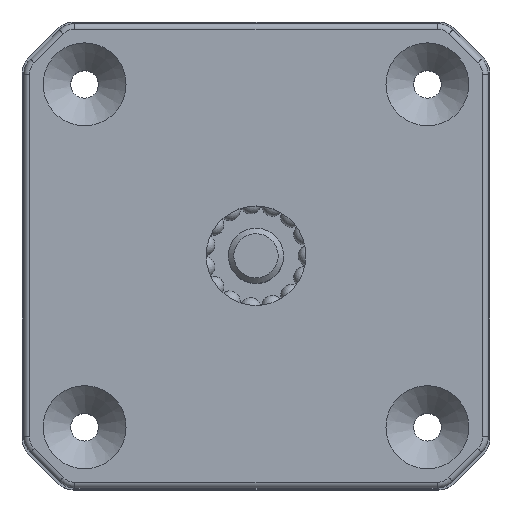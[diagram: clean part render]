
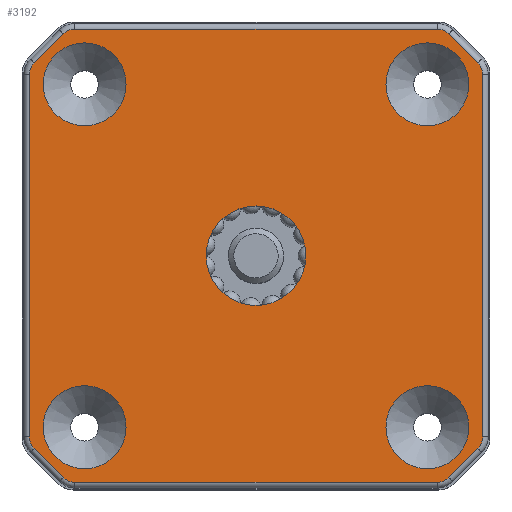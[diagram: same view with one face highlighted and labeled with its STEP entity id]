
A CAD part, top view. The second image highlights one B-rep face of the part: STEP entity #3192.
In plain terms, the highlighted planar face has unit normal (0, 0, 1).
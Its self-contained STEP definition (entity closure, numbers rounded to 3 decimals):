
#25=FACE_BOUND('',#781,.T.);
#26=FACE_BOUND('',#782,.T.);
#27=FACE_BOUND('',#783,.T.);
#28=FACE_BOUND('',#784,.T.);
#29=FACE_BOUND('',#785,.T.);
#76=PLANE('',#3511);
#174=LINE('',#6779,#346);
#175=LINE('',#6783,#347);
#176=LINE('',#6797,#348);
#177=LINE('',#6801,#349);
#178=LINE('',#6813,#350);
#179=LINE('',#6817,#351);
#180=LINE('',#6831,#352);
#181=LINE('',#6835,#353);
#346=VECTOR('',#4127,1000.);
#347=VECTOR('',#4132,1000.);
#348=VECTOR('',#4153,1000.);
#349=VECTOR('',#4158,1000.);
#350=VECTOR('',#4175,1000.);
#351=VECTOR('',#4180,1000.);
#352=VECTOR('',#4201,1000.);
#353=VECTOR('',#4206,1000.);
#603=FACE_OUTER_BOUND('',#780,.T.);
#780=EDGE_LOOP('',(#2614,#2615,#2616,#2617,#2618,#2619,#2620,#2621,#2622,
#2623,#2624,#2625,#2626,#2627,#2628,#2629));
#781=EDGE_LOOP('',(#2630));
#782=EDGE_LOOP('',(#2631));
#783=EDGE_LOOP('',(#2632));
#784=EDGE_LOOP('',(#2633));
#785=EDGE_LOOP('',(#2634));
#1083=CIRCLE('',#3466,1.5);
#1087=CIRCLE('',#3473,1.5);
#1091=CIRCLE('',#3478,1.5);
#1095=CIRCLE('',#3485,1.5);
#1097=CIRCLE('',#3488,1.5);
#1101=CIRCLE('',#3495,1.5);
#1105=CIRCLE('',#3500,1.5);
#1108=CIRCLE('',#3506,1.5);
#1109=CIRCLE('',#3512,3.75);
#1110=CIRCLE('',#3513,3.75);
#1111=CIRCLE('',#3514,3.75);
#1112=CIRCLE('',#3515,3.75);
#1113=CIRCLE('',#3516,4.5);
#1418=VERTEX_POINT('',#6771);
#1419=VERTEX_POINT('',#6773);
#1420=VERTEX_POINT('',#6777);
#1421=VERTEX_POINT('',#6781);
#1422=VERTEX_POINT('',#6785);
#1423=VERTEX_POINT('',#6790);
#1424=VERTEX_POINT('',#6795);
#1425=VERTEX_POINT('',#6799);
#1426=VERTEX_POINT('',#6803);
#1427=VERTEX_POINT('',#6807);
#1428=VERTEX_POINT('',#6811);
#1429=VERTEX_POINT('',#6815);
#1430=VERTEX_POINT('',#6819);
#1431=VERTEX_POINT('',#6824);
#1432=VERTEX_POINT('',#6829);
#1433=VERTEX_POINT('',#6833);
#1434=VERTEX_POINT('',#6843);
#1435=VERTEX_POINT('',#6845);
#1436=VERTEX_POINT('',#6847);
#1437=VERTEX_POINT('',#6849);
#1438=VERTEX_POINT('',#6851);
#1823=EDGE_CURVE('',#1418,#1419,#1083,.T.);
#1825=EDGE_CURVE('',#1419,#1420,#174,.T.);
#1827=EDGE_CURVE('',#1421,#1418,#175,.T.);
#1829=EDGE_CURVE('',#1420,#1422,#1087,.T.);
#1833=EDGE_CURVE('',#1423,#1421,#1091,.T.);
#1835=EDGE_CURVE('',#1422,#1424,#176,.T.);
#1837=EDGE_CURVE('',#1425,#1423,#177,.T.);
#1839=EDGE_CURVE('',#1424,#1426,#1095,.T.);
#1841=EDGE_CURVE('',#1427,#1425,#1097,.T.);
#1843=EDGE_CURVE('',#1426,#1428,#178,.T.);
#1845=EDGE_CURVE('',#1429,#1427,#179,.T.);
#1847=EDGE_CURVE('',#1428,#1430,#1101,.T.);
#1851=EDGE_CURVE('',#1431,#1429,#1105,.T.);
#1853=EDGE_CURVE('',#1430,#1432,#180,.T.);
#1855=EDGE_CURVE('',#1433,#1431,#181,.T.);
#1856=EDGE_CURVE('',#1432,#1433,#1108,.T.);
#1857=EDGE_CURVE('',#1434,#1434,#1109,.T.);
#1858=EDGE_CURVE('',#1435,#1435,#1110,.T.);
#1859=EDGE_CURVE('',#1436,#1436,#1111,.T.);
#1860=EDGE_CURVE('',#1437,#1437,#1112,.T.);
#1861=EDGE_CURVE('',#1438,#1438,#1113,.T.);
#2614=ORIENTED_EDGE('',*,*,#1827,.T.);
#2615=ORIENTED_EDGE('',*,*,#1823,.T.);
#2616=ORIENTED_EDGE('',*,*,#1825,.T.);
#2617=ORIENTED_EDGE('',*,*,#1829,.T.);
#2618=ORIENTED_EDGE('',*,*,#1835,.T.);
#2619=ORIENTED_EDGE('',*,*,#1839,.T.);
#2620=ORIENTED_EDGE('',*,*,#1843,.T.);
#2621=ORIENTED_EDGE('',*,*,#1847,.T.);
#2622=ORIENTED_EDGE('',*,*,#1853,.T.);
#2623=ORIENTED_EDGE('',*,*,#1856,.T.);
#2624=ORIENTED_EDGE('',*,*,#1855,.T.);
#2625=ORIENTED_EDGE('',*,*,#1851,.T.);
#2626=ORIENTED_EDGE('',*,*,#1845,.T.);
#2627=ORIENTED_EDGE('',*,*,#1841,.T.);
#2628=ORIENTED_EDGE('',*,*,#1837,.T.);
#2629=ORIENTED_EDGE('',*,*,#1833,.T.);
#2630=ORIENTED_EDGE('',*,*,#1857,.T.);
#2631=ORIENTED_EDGE('',*,*,#1858,.T.);
#2632=ORIENTED_EDGE('',*,*,#1859,.T.);
#2633=ORIENTED_EDGE('',*,*,#1860,.T.);
#2634=ORIENTED_EDGE('',*,*,#1861,.T.);
#3192=ADVANCED_FACE('',(#603,#25,#26,#27,#28,#29),#76,.F.);
#3466=AXIS2_PLACEMENT_3D('',#6775,#4121,#4122);
#3473=AXIS2_PLACEMENT_3D('',#6787,#4137,#4138);
#3478=AXIS2_PLACEMENT_3D('',#6793,#4147,#4148);
#3485=AXIS2_PLACEMENT_3D('',#6805,#4163,#4164);
#3488=AXIS2_PLACEMENT_3D('',#6809,#4169,#4170);
#3495=AXIS2_PLACEMENT_3D('',#6821,#4185,#4186);
#3500=AXIS2_PLACEMENT_3D('',#6827,#4195,#4196);
#3506=AXIS2_PLACEMENT_3D('',#6837,#4209,#4210);
#3511=AXIS2_PLACEMENT_3D('',#6842,#4219,#4220);
#3512=AXIS2_PLACEMENT_3D('',#6844,#4221,#4222);
#3513=AXIS2_PLACEMENT_3D('',#6846,#4223,#4224);
#3514=AXIS2_PLACEMENT_3D('',#6848,#4225,#4226);
#3515=AXIS2_PLACEMENT_3D('',#6850,#4227,#4228);
#3516=AXIS2_PLACEMENT_3D('',#6852,#4229,#4230);
#4121=DIRECTION('center_axis',(0.,0.,1.));
#4122=DIRECTION('ref_axis',(0.,1.,0.));
#4127=DIRECTION('',(-0.707,-0.707,0.));
#4132=DIRECTION('',(-1.,0.,0.));
#4137=DIRECTION('center_axis',(0.,0.,1.));
#4138=DIRECTION('ref_axis',(0.,1.,0.));
#4147=DIRECTION('center_axis',(0.,0.,1.));
#4148=DIRECTION('ref_axis',(0.,1.,0.));
#4153=DIRECTION('',(0.,-1.,0.));
#4158=DIRECTION('',(-0.707,0.707,0.));
#4163=DIRECTION('center_axis',(0.,0.,1.));
#4164=DIRECTION('ref_axis',(0.,1.,0.));
#4169=DIRECTION('center_axis',(0.,0.,1.));
#4170=DIRECTION('ref_axis',(0.,1.,0.));
#4175=DIRECTION('',(0.707,-0.707,0.));
#4180=DIRECTION('',(0.,1.,0.));
#4185=DIRECTION('center_axis',(0.,0.,1.));
#4186=DIRECTION('ref_axis',(0.,1.,0.));
#4195=DIRECTION('center_axis',(0.,0.,1.));
#4196=DIRECTION('ref_axis',(0.,1.,0.));
#4201=DIRECTION('',(1.,0.,0.));
#4206=DIRECTION('',(0.707,0.707,0.));
#4209=DIRECTION('center_axis',(0.,0.,1.));
#4210=DIRECTION('ref_axis',(0.,1.,0.));
#4219=DIRECTION('center_axis',(0.,0.,-1.));
#4220=DIRECTION('ref_axis',(0.,1.,0.));
#4221=DIRECTION('center_axis',(0.,0.,-1.));
#4222=DIRECTION('ref_axis',(0.,1.,0.));
#4223=DIRECTION('center_axis',(0.,0.,-1.));
#4224=DIRECTION('ref_axis',(0.,1.,0.));
#4225=DIRECTION('center_axis',(0.,0.,-1.));
#4226=DIRECTION('ref_axis',(0.,1.,0.));
#4227=DIRECTION('center_axis',(0.,0.,-1.));
#4228=DIRECTION('ref_axis',(0.,1.,0.));
#4229=DIRECTION('center_axis',(0.,0.,-1.));
#4230=DIRECTION('ref_axis',(0.,1.,0.));
#6771=CARTESIAN_POINT('',(-21.072,5.5,1099.));
#6773=CARTESIAN_POINT('',(-22.132,5.061,1099.));
#6775=CARTESIAN_POINT('Origin',(-21.072,4.,1099.));
#6777=CARTESIAN_POINT('',(-24.761,2.432,1099.));
#6779=CARTESIAN_POINT('',(-23.446,3.746,1099.));
#6781=CARTESIAN_POINT('',(11.672,5.5,1099.));
#6783=CARTESIAN_POINT('',(-4.7,5.5,1099.));
#6785=CARTESIAN_POINT('',(-25.2,1.372,1099.));
#6787=CARTESIAN_POINT('Origin',(-23.7,1.372,1099.));
#6790=CARTESIAN_POINT('',(12.732,5.061,1099.));
#6793=CARTESIAN_POINT('Origin',(11.672,4.,1099.));
#6795=CARTESIAN_POINT('',(-25.2,-31.372,1099.));
#6797=CARTESIAN_POINT('',(-25.2,-31.372,1099.));
#6799=CARTESIAN_POINT('',(15.361,2.432,1099.));
#6801=CARTESIAN_POINT('',(14.046,3.746,1099.));
#6803=CARTESIAN_POINT('',(-24.761,-32.432,1099.));
#6805=CARTESIAN_POINT('Origin',(-23.7,-31.372,1099.));
#6807=CARTESIAN_POINT('',(15.8,1.372,1099.));
#6809=CARTESIAN_POINT('Origin',(14.3,1.372,1099.));
#6811=CARTESIAN_POINT('',(-22.132,-35.061,1099.));
#6813=CARTESIAN_POINT('',(-22.132,-35.061,1099.));
#6815=CARTESIAN_POINT('',(15.8,-31.372,1099.));
#6817=CARTESIAN_POINT('',(15.8,-15.,1099.));
#6819=CARTESIAN_POINT('',(-21.072,-35.5,1099.));
#6821=CARTESIAN_POINT('Origin',(-21.072,-34.,1099.));
#6824=CARTESIAN_POINT('',(15.361,-32.432,1099.));
#6827=CARTESIAN_POINT('Origin',(14.3,-31.372,1099.));
#6829=CARTESIAN_POINT('',(11.672,-35.5,1099.));
#6831=CARTESIAN_POINT('',(11.672,-35.5,1099.));
#6833=CARTESIAN_POINT('',(12.732,-35.061,1099.));
#6835=CARTESIAN_POINT('',(15.361,-32.432,1099.));
#6837=CARTESIAN_POINT('Origin',(11.672,-34.,1099.));
#6842=CARTESIAN_POINT('Origin',(-4.7,-15.,1099.));
#6843=CARTESIAN_POINT('',(-20.2,-26.75,1099.));
#6844=CARTESIAN_POINT('Origin',(-20.2,-30.5,1099.));
#6845=CARTESIAN_POINT('',(10.8,-26.75,1099.));
#6846=CARTESIAN_POINT('Origin',(10.8,-30.5,1099.));
#6847=CARTESIAN_POINT('',(10.8,4.25,1099.));
#6848=CARTESIAN_POINT('Origin',(10.8,0.5,1099.));
#6849=CARTESIAN_POINT('',(-20.2,4.25,1099.));
#6850=CARTESIAN_POINT('Origin',(-20.2,0.5,1099.));
#6851=CARTESIAN_POINT('',(-4.7,-10.5,1099.));
#6852=CARTESIAN_POINT('Origin',(-4.7,-15.,1099.));
